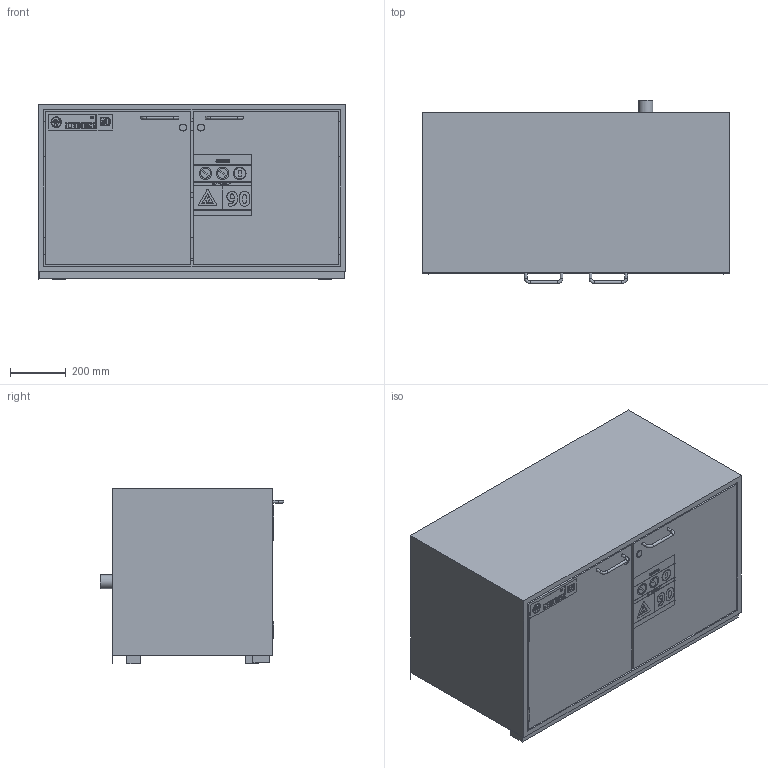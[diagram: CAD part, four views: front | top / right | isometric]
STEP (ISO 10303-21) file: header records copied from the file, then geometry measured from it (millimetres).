
FILE_DESCRIPTION(/* description */ (''),/* implementation_level */ '2;1');
FILE_NAME(/* name */ 'UB90.060.110.2T_30443-001-30448_CD.stp',/* time_stamp */ '2017-03-15T14:22:07+01:00',/* author */ ('pproduktmanagement'),/* organization */ (''),/* preprocessor_version */ 'ST-DEVELOPER v16.5',/* originating_system */ 'Autodesk Inventor 2017',/* authorisation */ '');
FILE_SCHEMA (('AUTOMOTIVE_DESIGN { 1 0 10303 214 3 1 1 }'));
Length unit declared in the file: millimetre
Products named in the file (2): UB90.060.110.2T_30443-001_alles verbaut; UB90.060.110.2T_30443-001-30448_CD
Assembly tree (1 placements, depth 2):
  UB90.060.110.2T_30443-001_alles verbaut
    UB90.060.110.2T_30443-001-30448_CD
Bounding box: 1102 x 658 x 630.88 mm (x, y, z)
Volume: 166915337.9 mm3; surface area: 10037927.8 mm2
Topology: 9 solids, 15 shells, 763 faces, 1917 edges, 1272 vertices
Faces by surface type: plane 549, bspline 135, cylinder 75, torus 4
Full cylindrical faces by diameter (mm): 5 x6, 10 x6, 20 x24, 25 x2, 33.8 x1, 37.8 x1, 40 x1, 45 x3, 50 x5
Entity records: 24102 total; most frequent: CARTESIAN_POINT 5997, ORIENTED_EDGE 3704, DIRECTION 2988, EDGE_CURVE 1846, LINE 1426, VECTOR 1426, VERTEX_POINT 1248, EDGE_LOOP 960
